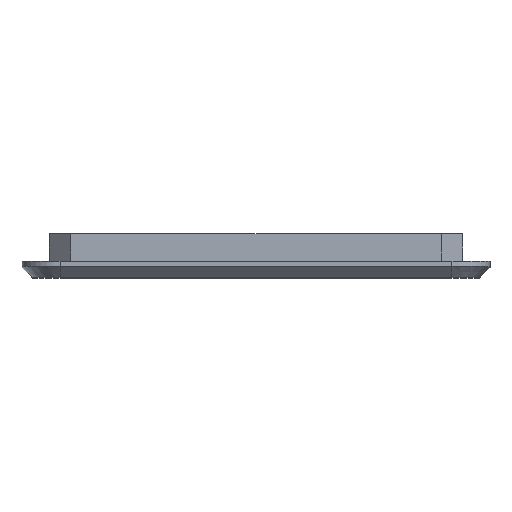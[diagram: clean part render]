
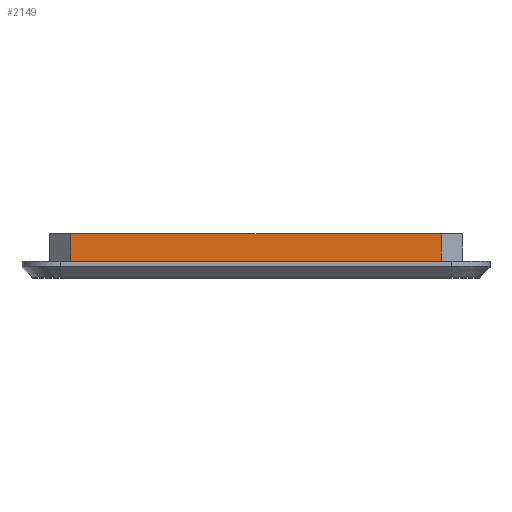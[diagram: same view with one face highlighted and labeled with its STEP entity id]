
A CAD part, top view. The second image highlights one B-rep face of the part: STEP entity #2149.
In plain terms, the highlighted planar face has unit normal (0, 0, 1).
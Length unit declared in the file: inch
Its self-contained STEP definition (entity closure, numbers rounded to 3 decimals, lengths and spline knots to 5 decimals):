
#284=FACE_OUTER_BOUND('',#405,.T.);
#405=EDGE_LOOP('',(#1608,#1609,#1610,#1611));
#542=LINE('',#3084,#716);
#557=LINE('',#3119,#731);
#570=LINE('',#3143,#744);
#577=LINE('',#3156,#751);
#716=VECTOR('',#2396,0.3937);
#731=VECTOR('',#2425,0.3937);
#744=VECTOR('',#2440,0.3937);
#751=VECTOR('',#2459,0.3937);
#944=VERTEX_POINT('',#3082);
#945=VERTEX_POINT('',#3083);
#957=VERTEX_POINT('',#3117);
#958=VERTEX_POINT('',#3118);
#1180=EDGE_CURVE('',#944,#945,#542,.T.);
#1197=EDGE_CURVE('',#957,#958,#557,.T.);
#1210=EDGE_CURVE('',#944,#958,#570,.T.);
#1217=EDGE_CURVE('',#945,#957,#577,.T.);
#1608=ORIENTED_EDGE('',*,*,#1180,.F.);
#1609=ORIENTED_EDGE('',*,*,#1210,.T.);
#1610=ORIENTED_EDGE('',*,*,#1197,.F.);
#1611=ORIENTED_EDGE('',*,*,#1217,.F.);
#2106=PLANE('',#2287);
#2149=ADVANCED_FACE('',(#284),#2106,.T.);
#2287=AXIS2_PLACEMENT_3D('',#3155,#2457,#2458);
#2396=DIRECTION('',(-1.,0.,0.));
#2425=DIRECTION('',(1.,0.,0.));
#2440=DIRECTION('',(0.,1.,0.));
#2457=DIRECTION('center_axis',(0.,0.,1.));
#2458=DIRECTION('ref_axis',(1.,0.,0.));
#2459=DIRECTION('',(0.,1.,0.));
#3082=CARTESIAN_POINT('',(0.77,0.03,0.81));
#3083=CARTESIAN_POINT('',(0.09,0.03,0.81));
#3084=CARTESIAN_POINT('',(0.09,0.03,0.81));
#3117=CARTESIAN_POINT('',(0.09,0.08,0.81));
#3118=CARTESIAN_POINT('',(0.77,0.08,0.81));
#3119=CARTESIAN_POINT('',(0.09,0.08,0.81));
#3143=CARTESIAN_POINT('',(0.77,0.,0.81));
#3155=CARTESIAN_POINT('Origin',(0.09,0.,0.81));
#3156=CARTESIAN_POINT('',(0.09,0.,0.81));
